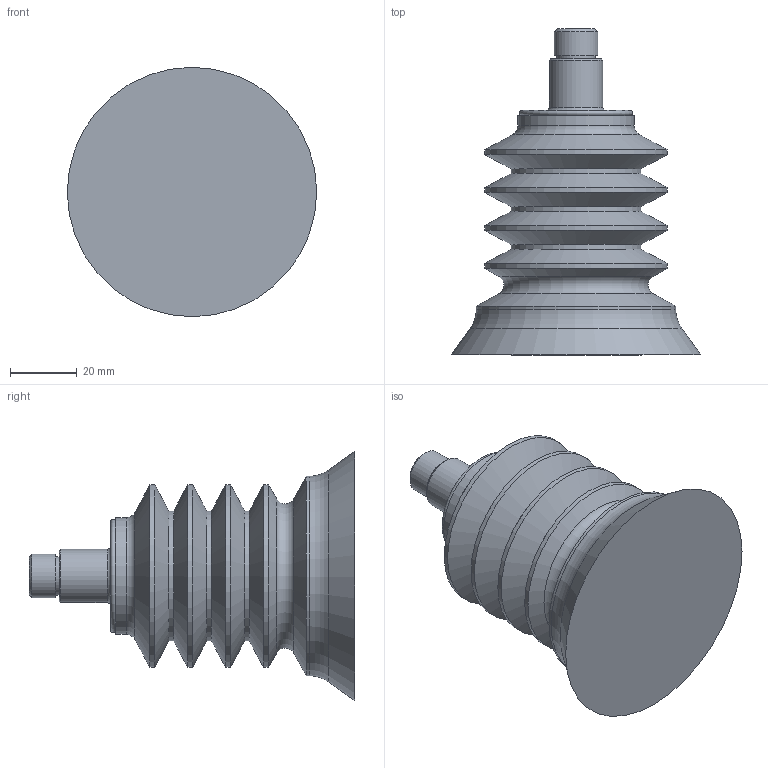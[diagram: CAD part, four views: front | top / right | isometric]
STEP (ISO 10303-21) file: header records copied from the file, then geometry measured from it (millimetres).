
FILE_DESCRIPTION(/* description */ (''),/* implementation_level */ '2;1');
FILE_NAME(/* name */ 'vf75-5sb_rac19r1-4m.stp',/* time_stamp */ '2020-09-28T09:32:35+02:00',/* author */ ('enginyeria'),/* organization */ (''),/* preprocessor_version */ 'ST-DEVELOPER v17.2',/* originating_system */ 'Autodesk Inventor 2019',/* authorisation */ '');
FILE_SCHEMA (('CONFIG_CONTROL_DESIGN'));
Length unit declared in the file: millimetre
Products named in the file (1): vf75-5sb_rac19r1-4m
Bounding box: 75 x 98 x 75 mm (x, y, z)
Volume: 153446.3 mm3; surface area: 24982 mm2
Topology: 1 solids, 1 shells, 38 faces, 110 edges, 79 vertices
Faces by surface type: cone 13, cylinder 13, plane 7, torus 5
Full cylindrical faces by diameter (mm): 7.5 x1, 11.445 x1, 13.157 x1, 16 x1, 35 x1, 39 x3, 55 x4, 60 x1
Entity records: 1430 total; most frequent: DIRECTION 272, CARTESIAN_POINT 228, ORIENTED_EDGE 220, AXIS2_PLACEMENT_3D 123, EDGE_CURVE 110, CIRCLE 84, VERTEX_POINT 79, EDGE_LOOP 43
